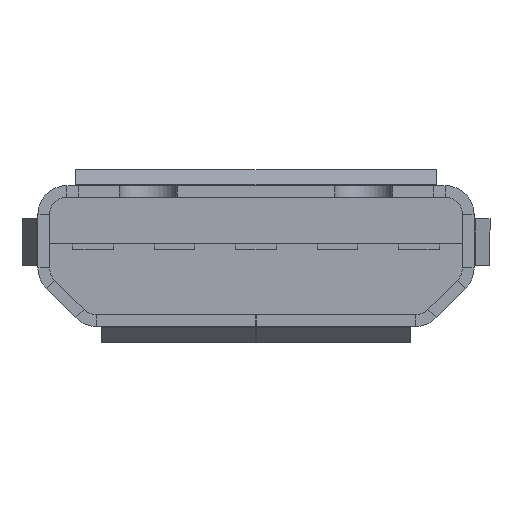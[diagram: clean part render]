
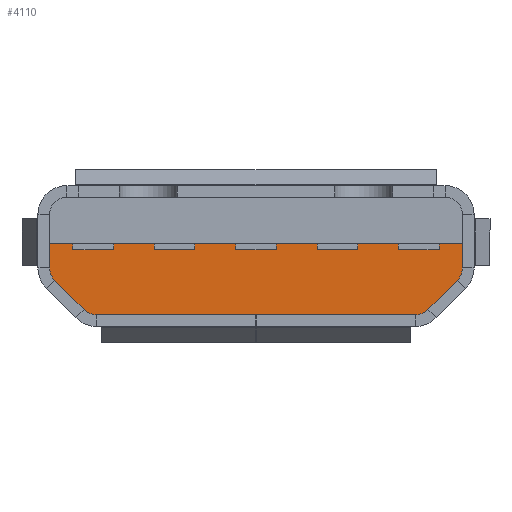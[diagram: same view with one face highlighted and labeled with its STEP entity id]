
A CAD part, front view. The second image highlights one B-rep face of the part: STEP entity #4110.
In plain terms, the highlighted planar face has unit normal (0, -1, 0).
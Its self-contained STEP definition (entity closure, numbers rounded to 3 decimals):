
#14 = EDGE_CURVE ( 'NONE', #7035, #2808, #7551, .T. ) ;
#189 = CARTESIAN_POINT ( 'NONE',  ( 3.25, 2.6, -0.5 ) ) ;
#307 = CARTESIAN_POINT ( 'NONE',  ( -3.462, 2.6, -1.627 ) ) ;
#373 = DIRECTION ( 'NONE',  ( 0., -1., 0. ) ) ;
#426 = CIRCLE ( 'NONE', #7729, 0.3 ) ;
#469 = ORIENTED_EDGE ( 'NONE', *, *, #1255, .T. ) ;
#672 = EDGE_CURVE ( 'NONE', #8226, #3842, #3729, .T. ) ;
#753 = CARTESIAN_POINT ( 'NONE',  ( -2.956, 2.6, -2.133 ) ) ;
#780 = DIRECTION ( 'NONE',  ( 0.707, 0., -0.707 ) ) ;
#864 = DIRECTION ( 'NONE',  ( 1., 0., 0. ) ) ;
#942 = ORIENTED_EDGE ( 'NONE', *, *, #2990, .T. ) ;
#993 = CARTESIAN_POINT ( 'NONE',  ( -2.956, 2.6, -2.133 ) ) ;
#1032 = ORIENTED_EDGE ( 'NONE', *, *, #672, .T. ) ;
#1255 = EDGE_CURVE ( 'NONE', #3201, #4707, #2031, .T. ) ;
#1486 = CARTESIAN_POINT ( 'NONE',  ( 2.956, 2.6, -2.133 ) ) ;
#1507 = CARTESIAN_POINT ( 'NONE',  ( -2.744, 2.6, -1.921 ) ) ;
#1654 = EDGE_CURVE ( 'NONE', #7747, #4707, #4958, .T. ) ;
#1767 = CARTESIAN_POINT ( 'NONE',  ( -3.55, 2.6, -1. ) ) ;
#1782 = LINE ( 'NONE', #2809, #3059 ) ;
#1939 = DIRECTION ( 'NONE',  ( 1., 0., 0. ) ) ;
#1979 = CARTESIAN_POINT ( 'NONE',  ( 3.55, 2.6, -1. ) ) ;
#2031 = LINE ( 'NONE', #7702, #3704 ) ;
#2135 = AXIS2_PLACEMENT_3D ( 'NONE', #189, #5908, #2789 ) ;
#2168 = ORIENTED_EDGE ( 'NONE', *, *, #7935, .T. ) ;
#2213 = VECTOR ( 'NONE', #5569, 1000. ) ;
#2269 = EDGE_CURVE ( 'NONE', #3200, #8226, #4548, .T. ) ;
#2359 = LINE ( 'NONE', #3326, #3455 ) ;
#2446 = ORIENTED_EDGE ( 'NONE', *, *, #7227, .T. ) ;
#2535 = CARTESIAN_POINT ( 'NONE',  ( 2.956, 2.6, -2.133 ) ) ;
#2709 = ORIENTED_EDGE ( 'NONE', *, *, #2269, .T. ) ;
#2743 = DIRECTION ( 'NONE',  ( 1., 0., 0. ) ) ;
#2789 = DIRECTION ( 'NONE',  ( -1., 0., 0. ) ) ;
#2808 = VERTEX_POINT ( 'NONE', #4158 ) ;
#2809 = CARTESIAN_POINT ( 'NONE',  ( -3.55, 2.6, -1.415 ) ) ;
#2990 = EDGE_CURVE ( 'NONE', #3842, #6786, #2359, .T. ) ;
#3029 = CARTESIAN_POINT ( 'NONE',  ( -2.744, 2.6, -2.221 ) ) ;
#3059 = VECTOR ( 'NONE', #7034, 1000. ) ;
#3161 = AXIS2_PLACEMENT_3D ( 'NONE', #4175, #373, #4810 ) ;
#3200 = VERTEX_POINT ( 'NONE', #307 ) ;
#3201 = VERTEX_POINT ( 'NONE', #6101 ) ;
#3231 = VECTOR ( 'NONE', #3969, 1000. ) ;
#3326 = CARTESIAN_POINT ( 'NONE',  ( 2.744, 2.6, -2.221 ) ) ;
#3455 = VECTOR ( 'NONE', #864, 1000. ) ;
#3488 = ORIENTED_EDGE ( 'NONE', *, *, #5495, .T. ) ;
#3519 = CARTESIAN_POINT ( 'NONE',  ( 2.744, 2.6, -2.221 ) ) ;
#3704 = VECTOR ( 'NONE', #7031, 1000. ) ;
#3729 = CIRCLE ( 'NONE', #4767, 0.3 ) ;
#3842 = VERTEX_POINT ( 'NONE', #3029 ) ;
#3969 = DIRECTION ( 'NONE',  ( 0.707, 0., 0.707 ) ) ;
#3972 = ORIENTED_EDGE ( 'NONE', *, *, #1654, .F. ) ;
#4001 = PLANE ( 'NONE',  #2135 ) ;
#4110 = ADVANCED_FACE ( 'NONE', ( #5088 ), #4001, .F. ) ;
#4158 = CARTESIAN_POINT ( 'NONE',  ( 3.462, 2.6, -1.627 ) ) ;
#4175 = CARTESIAN_POINT ( 'NONE',  ( 2.744, 2.6, -1.921 ) ) ;
#4411 = ORIENTED_EDGE ( 'NONE', *, *, #7036, .T. ) ;
#4485 = CIRCLE ( 'NONE', #6085, 0.3 ) ;
#4548 = LINE ( 'NONE', #993, #7285 ) ;
#4625 = CIRCLE ( 'NONE', #3161, 0.3 ) ;
#4700 = CARTESIAN_POINT ( 'NONE',  ( -3.55, 2.6, -1. ) ) ;
#4707 = VERTEX_POINT ( 'NONE', #1979 ) ;
#4767 = AXIS2_PLACEMENT_3D ( 'NONE', #1507, #6571, #2743 ) ;
#4810 = DIRECTION ( 'NONE',  ( 1., 0., 0. ) ) ;
#4958 = LINE ( 'NONE', #1767, #2213 ) ;
#5088 = FACE_OUTER_BOUND ( 'NONE', #7891, .T. ) ;
#5141 = CARTESIAN_POINT ( 'NONE',  ( 3.25, 2.6, -1.415 ) ) ;
#5495 = EDGE_CURVE ( 'NONE', #7125, #3200, #426, .T. ) ;
#5569 = DIRECTION ( 'NONE',  ( 1., 0., 0. ) ) ;
#5873 = DIRECTION ( 'NONE',  ( 0., -1., 0. ) ) ;
#5897 = CARTESIAN_POINT ( 'NONE',  ( -3.25, 2.6, -1.415 ) ) ;
#5908 = DIRECTION ( 'NONE',  ( 0., 1., 0. ) ) ;
#6085 = AXIS2_PLACEMENT_3D ( 'NONE', #5141, #7108, #1939 ) ;
#6101 = CARTESIAN_POINT ( 'NONE',  ( 3.55, 2.6, -1.415 ) ) ;
#6571 = DIRECTION ( 'NONE',  ( 0., -1., 0. ) ) ;
#6786 = VERTEX_POINT ( 'NONE', #3519 ) ;
#7031 = DIRECTION ( 'NONE',  ( 0., 0., 1. ) ) ;
#7034 = DIRECTION ( 'NONE',  ( 0., 0., -1. ) ) ;
#7035 = VERTEX_POINT ( 'NONE', #2535 ) ;
#7036 = EDGE_CURVE ( 'NONE', #7747, #7125, #1782, .T. ) ;
#7108 = DIRECTION ( 'NONE',  ( 0., -1., 0. ) ) ;
#7125 = VERTEX_POINT ( 'NONE', #8122 ) ;
#7152 = DIRECTION ( 'NONE',  ( 1., 0., 0. ) ) ;
#7227 = EDGE_CURVE ( 'NONE', #2808, #3201, #4485, .T. ) ;
#7285 = VECTOR ( 'NONE', #780, 1000. ) ;
#7551 = LINE ( 'NONE', #1486, #3231 ) ;
#7702 = CARTESIAN_POINT ( 'NONE',  ( 3.55, 2.6, -0.5 ) ) ;
#7729 = AXIS2_PLACEMENT_3D ( 'NONE', #5897, #5873, #7152 ) ;
#7747 = VERTEX_POINT ( 'NONE', #4700 ) ;
#7891 = EDGE_LOOP ( 'NONE', ( #3972, #4411, #3488, #2709, #1032, #942, #2168, #8054, #2446, #469 ) ) ;
#7935 = EDGE_CURVE ( 'NONE', #6786, #7035, #4625, .T. ) ;
#8054 = ORIENTED_EDGE ( 'NONE', *, *, #14, .T. ) ;
#8122 = CARTESIAN_POINT ( 'NONE',  ( -3.55, 2.6, -1.415 ) ) ;
#8226 = VERTEX_POINT ( 'NONE', #753 ) ;
